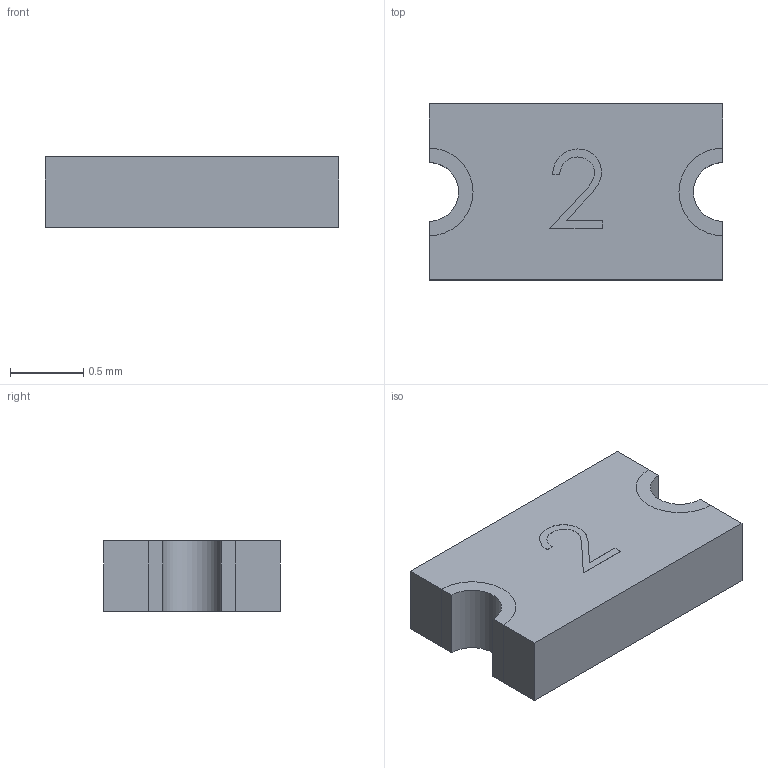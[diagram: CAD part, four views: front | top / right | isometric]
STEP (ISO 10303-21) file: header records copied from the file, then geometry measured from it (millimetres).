
FILE_DESCRIPTION(('FreeCAD Model'),'2;1');
FILE_NAME('MF-PSMF020X.step','2017-07-31T06:28:30', ('kicad StepUp'),('ksu MCAD'),'Open CASCADE STEP processor 6.8', 'FreeCAD','Unknown');
FILE_SCHEMA(('AUTOMOTIVE_DESIGN_CC2 { 1 2 10303 214 -1 1 5 4 }'));
Length unit declared in the file: millimetre
Products named in the file (2): ASSEMBLY; MF-PSMF020X
Assembly tree (1 placements, depth 2):
  ASSEMBLY
    MF-PSMF020X
Bounding box: 2 x 1.2 x 0.48 mm (x, y, z)
Volume: 1.1 mm3; surface area: 7.8 mm2
Topology: 1 solids, 1 shells, 31 faces, 76 edges, 48 vertices
Faces by surface type: plane 23, bspline 6, cylinder 2
Entity records: 1507 total; most frequent: CARTESIAN_POINT 563, ORIENTED_EDGE 152, DIRECTION 126, EDGE_CURVE 76, LINE 56, VECTOR 56, VERTEX_POINT 48, AXIS2_PLACEMENT_3D 35
